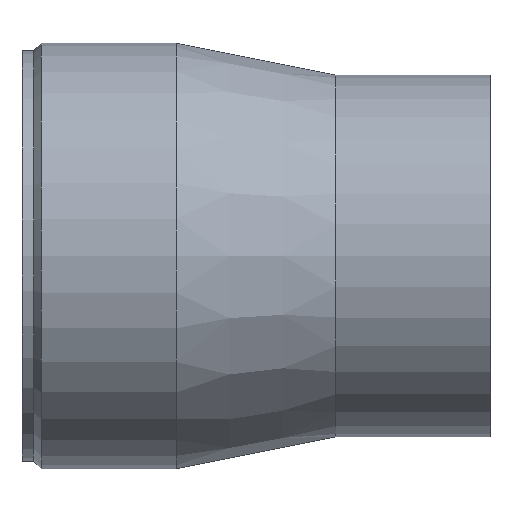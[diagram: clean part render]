
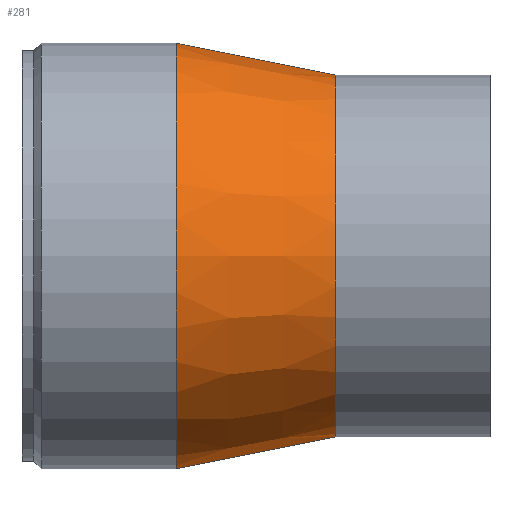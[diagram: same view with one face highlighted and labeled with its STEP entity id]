
A CAD part, top view. The second image highlights one B-rep face of the part: STEP entity #281.
In plain terms, the highlighted conical face has half-angle 11.281 degrees and reference radius 23.125 mm.
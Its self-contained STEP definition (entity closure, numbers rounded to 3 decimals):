
#121 = VERTEX_POINT( '', #325 );
#123 = EDGE_CURVE( '', #267, #181, #327, .T. );
#127 = VERTEX_POINT( '', #331 );
#171 = EDGE_CURVE( '', #121, #181, #382, .T. );
#181 = VERTEX_POINT( '', #393 );
#193 = EDGE_CURVE( '', #127, #121, #405, .T. );
#267 = VERTEX_POINT( '', #491 );
#279 = EDGE_CURVE( '', #267, #127, #503, .T. );
#281 = ADVANCED_FACE( '', ( #505 ), #506, .T. );
#325 = CARTESIAN_POINT( '', ( 0., 21.25, 0. ) );
#327 = CIRCLE( '', #546, 25. );
#331 = CARTESIAN_POINT( '', ( 0., -21.25, 0. ) );
#382 = LINE( '', #624, #625 );
#393 = CARTESIAN_POINT( '', ( -18.8, 25., 0. ) );
#405 = CIRCLE( '', #655, 21.25 );
#491 = CARTESIAN_POINT( '', ( -18.8, -25., 0. ) );
#503 = LINE( '', #776, #777 );
#505 = FACE_OUTER_BOUND( '', #779, .T. );
#506 = CONICAL_SURFACE( '', #780, 23.125, 0.197 );
#546 = AXIS2_PLACEMENT_3D( '', #826, #827, #828 );
#624 = CARTESIAN_POINT( '', ( -9.4, 23.125, 0. ) );
#625 = VECTOR( '', #903, 1. );
#655 = AXIS2_PLACEMENT_3D( '', #920, #921, #922 );
#776 = CARTESIAN_POINT( '', ( -9.4, -23.125, 0. ) );
#777 = VECTOR( '', #1043, 1. );
#779 = EDGE_LOOP( '', ( #1045, #1046, #1047, #1048 ) );
#780 = AXIS2_PLACEMENT_3D( '', #1049, #1050, #1051 );
#826 = CARTESIAN_POINT( '', ( -18.8, 0., 0. ) );
#827 = DIRECTION( '', ( -1., 0., 0. ) );
#828 = DIRECTION( '', ( 0., 1., 0. ) );
#903 = DIRECTION( '', ( -0.981, 0.196, 0. ) );
#920 = CARTESIAN_POINT( '', ( 0., 0., 0. ) );
#921 = DIRECTION( '', ( -1., 0., 0. ) );
#922 = DIRECTION( '', ( 0., 1., 0. ) );
#1043 = DIRECTION( '', ( 0.981, 0.196, 0. ) );
#1045 = ORIENTED_EDGE( '', *, *, #171, .T. );
#1046 = ORIENTED_EDGE( '', *, *, #123, .F. );
#1047 = ORIENTED_EDGE( '', *, *, #279, .T. );
#1048 = ORIENTED_EDGE( '', *, *, #193, .T. );
#1049 = CARTESIAN_POINT( '', ( -9.4, 0., 0. ) );
#1050 = DIRECTION( '', ( -1., 0., 0. ) );
#1051 = DIRECTION( '', ( 0., 1., 0. ) );
